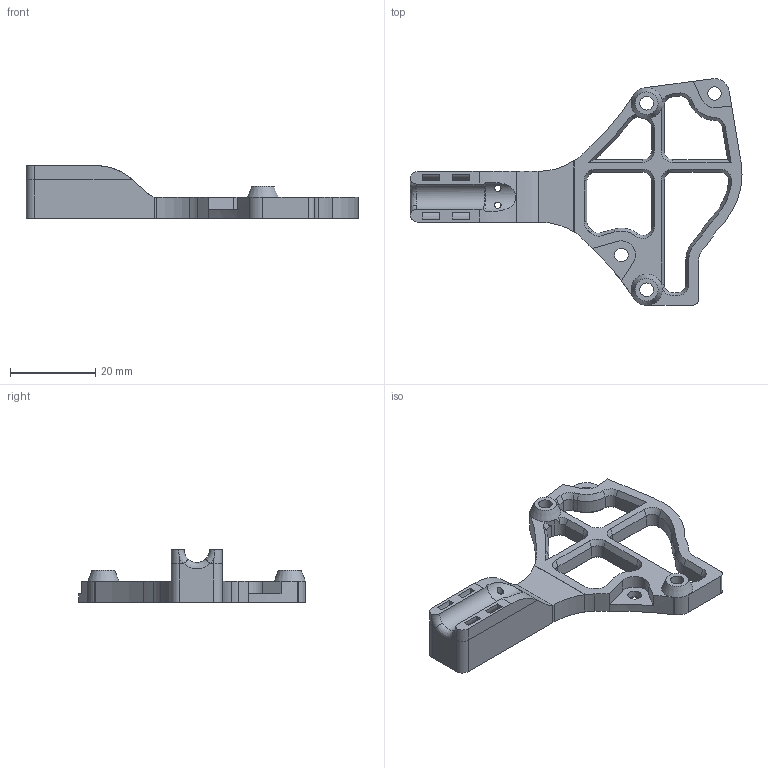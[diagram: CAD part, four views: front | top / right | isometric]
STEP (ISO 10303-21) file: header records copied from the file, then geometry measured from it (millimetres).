
FILE_DESCRIPTION(/* description */ (''),/* implementation_level */ '2;1');
FILE_NAME(/* name */ '',/* time_stamp */ '2025-12-15T09:47:51+03:00',/* author */ (''),/* organization */ (''),/* preprocessor_version */ 'ST-DEVELOPER v20.1',/* originating_system */ 'Autodesk Translation Framework v14.21.0.0',/* authorisation */ '');
FILE_SCHEMA (('AUTOMOTIVE_DESIGN { 1 0 10303 214 3 1 1 }'));
Length unit declared in the file: millimetre
Products named in the file (1): STH-36_orbiter_2.0_mounting_plate_overmold_strain
Bounding box: 78.06 x 53.3 x 12.38 mm (x, y, z)
Volume: 7531.5 mm3; surface area: 5914.4 mm2
Topology: 1 solids, 1 shells, 291 faces, 753 edges, 468 vertices
Faces by surface type: plane 118, cylinder 64, cone 60, bspline 47, torus 2
Full cylindrical faces by diameter (mm): 1.5 x2, 3.2 x4, 4.7 x2
Entity records: 9695 total; most frequent: CARTESIAN_POINT 2743, ORIENTED_EDGE 1506, DIRECTION 1327, EDGE_CURVE 753, VERTEX_POINT 468, AXIS2_PLACEMENT_3D 443, LINE 441, VECTOR 441
